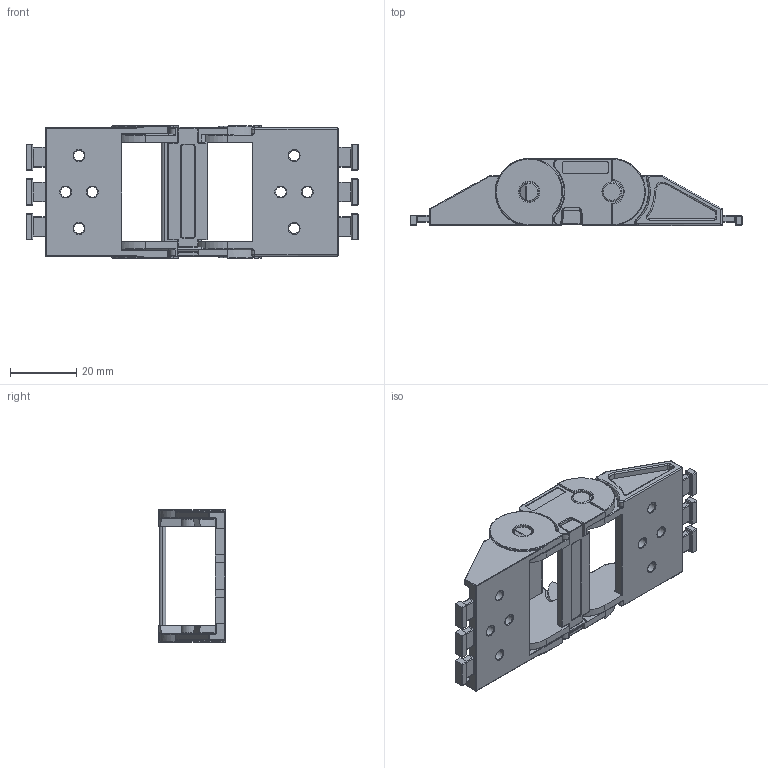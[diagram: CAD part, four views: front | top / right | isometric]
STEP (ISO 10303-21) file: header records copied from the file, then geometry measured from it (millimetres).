
FILE_DESCRIPTION (( 'STEP AP214' ), '1' );
FILE_NAME ('CK15-B030-AYAK.STEP', '2019-09-10T08:57:18', ( '' ), ( '' ), 'SwSTEP 2.0', 'SolidWorks 2017', '' );
FILE_SCHEMA (( 'AUTOMOTIVE_DESIGN' ));
Length unit declared in the file: millimetre
Products named in the file (1): CK15-B030-AYAK
Bounding box: 100.31 x 20.2 x 40 mm (x, y, z)
Volume: 16193 mm3; surface area: 16045.5 mm2
Topology: 4 solids, 4 shells, 892 faces, 2184 edges, 1247 vertices
Faces by surface type: cylinder 416, plane 201, torus 172, sphere 55, bspline 30, cone 18
Entity records: 26378 total; most frequent: CARTESIAN_POINT 5501, DIRECTION 4731, ORIENTED_EDGE 4232, EDGE_CURVE 2116, AXIS2_PLACEMENT_3D 1896, VERTEX_POINT 1244, CIRCLE 1033, LINE 939
